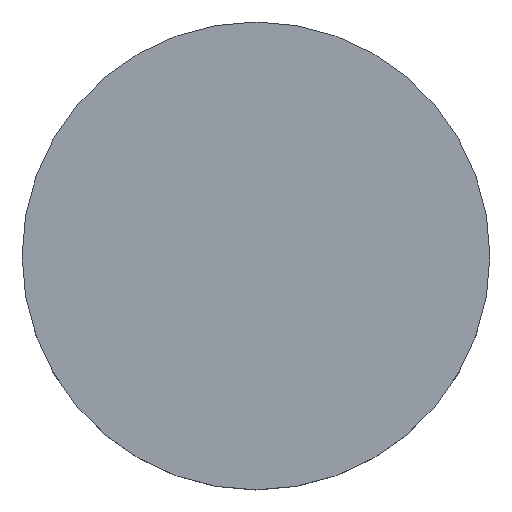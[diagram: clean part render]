
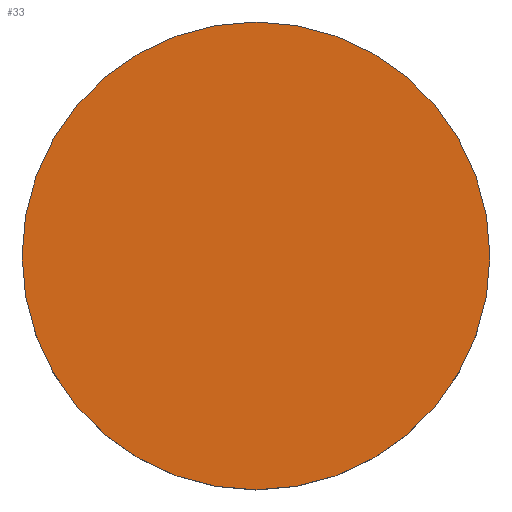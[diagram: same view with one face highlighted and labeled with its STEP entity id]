
A CAD part, top view. The second image highlights one B-rep face of the part: STEP entity #33.
In plain terms, the highlighted planar face has unit normal (0, 0, 1).
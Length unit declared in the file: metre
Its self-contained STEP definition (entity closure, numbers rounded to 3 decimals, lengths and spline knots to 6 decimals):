
#13=ORIENTED_EDGE('',*,*,#17,.F.);
#17=EDGE_CURVE('',#19,#19,#21,.F.);
#19=VERTEX_POINT('',#69);
#21=CIRCLE('',#50,0.00225);
#23=EDGE_LOOP('',(#13));
#27=FACE_BOUND('',#23,.T.);
#31=PLANE('',#49);
#33=ADVANCED_FACE('',(#27),#31,.F.);
#49=AXIS2_PLACEMENT_3D('',#67,#56,#57);
#50=AXIS2_PLACEMENT_3D('',#68,#58,#59);
#56=DIRECTION('',(0.,0.,-1.));
#57=DIRECTION('',(1.,0.,0.));
#58=DIRECTION('',(0.,0.,1.));
#59=DIRECTION('',(1.,0.,0.));
#67=CARTESIAN_POINT('',(0.,0.,-0.018));
#68=CARTESIAN_POINT('',(0.0098,0.,-0.018));
#69=CARTESIAN_POINT('',(0.01205,0.,-0.018));
